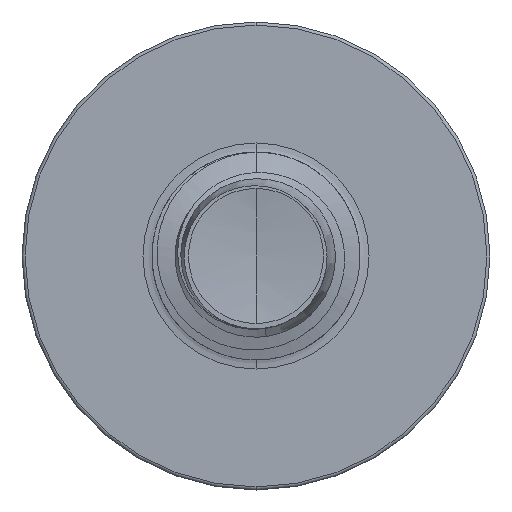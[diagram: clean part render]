
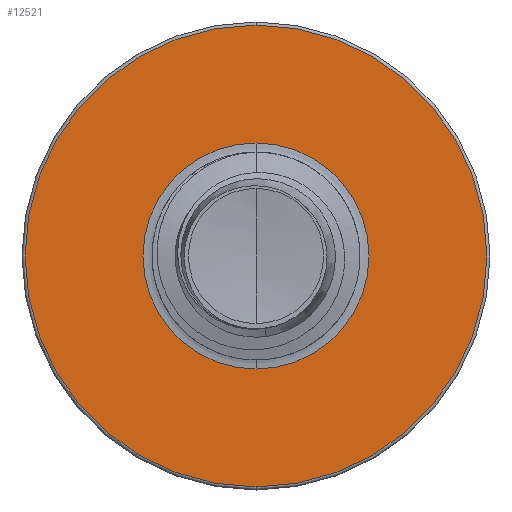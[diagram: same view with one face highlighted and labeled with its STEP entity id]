
A CAD part, front view. The second image highlights one B-rep face of the part: STEP entity #12521.
In plain terms, the highlighted planar face has unit normal (0, -1, 0).
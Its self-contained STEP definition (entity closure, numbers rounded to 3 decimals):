
#331 = VERTEX_POINT ( 'NONE', #15801 ) ;
#588 = AXIS2_PLACEMENT_3D ( 'NONE', #1332, #11749, #3125 ) ;
#624 = AXIS2_PLACEMENT_3D ( 'NONE', #8166, #14538, #9561 ) ;
#1332 = CARTESIAN_POINT ( 'NONE',  ( 0., 6.5, 0. ) ) ;
#1541 = ORIENTED_EDGE ( 'NONE', *, *, #14302, .F. ) ;
#1724 = AXIS2_PLACEMENT_3D ( 'NONE', #11864, #11850, #11843 ) ;
#2537 = FACE_BOUND ( 'NONE', #12022, .T. ) ;
#3125 = DIRECTION ( 'NONE',  ( 0., 0., 1. ) ) ;
#3771 = EDGE_LOOP ( 'NONE', ( #13292, #1541 ) ) ;
#4171 = AXIS2_PLACEMENT_3D ( 'NONE', #7926, #8045, #8030 ) ;
#4218 = AXIS2_PLACEMENT_3D ( 'NONE', #15021, #15036, #15322 ) ;
#4374 = VERTEX_POINT ( 'NONE', #12303 ) ;
#6434 = CARTESIAN_POINT ( 'NONE',  ( 0., 6.5, -4.44 ) ) ;
#6630 = CIRCLE ( 'NONE', #4218, 2.174 ) ;
#7926 = CARTESIAN_POINT ( 'NONE',  ( 0., 6.5, -2.174 ) ) ;
#8030 = DIRECTION ( 'NONE',  ( 0., 0., 1. ) ) ;
#8045 = DIRECTION ( 'NONE',  ( 0., 1., 0. ) ) ;
#8166 = CARTESIAN_POINT ( 'NONE',  ( 0., 6.5, 0. ) ) ;
#8201 = VERTEX_POINT ( 'NONE', #6434 ) ;
#8377 = PLANE ( 'NONE',  #4171 ) ;
#8601 = CIRCLE ( 'NONE', #588, 4.44 ) ;
#9561 = DIRECTION ( 'NONE',  ( 0., 0., 1. ) ) ;
#11699 = CIRCLE ( 'NONE', #1724, 4.44 ) ;
#11749 = DIRECTION ( 'NONE',  ( 0., 1., 0. ) ) ;
#11812 = ORIENTED_EDGE ( 'NONE', *, *, #12552, .T. ) ;
#11843 = DIRECTION ( 'NONE',  ( 0., 0., 1. ) ) ;
#11850 = DIRECTION ( 'NONE',  ( 0., 1., 0. ) ) ;
#11864 = CARTESIAN_POINT ( 'NONE',  ( 0., 6.5, 0. ) ) ;
#12022 = EDGE_LOOP ( 'NONE', ( #13079, #11812 ) ) ;
#12303 = CARTESIAN_POINT ( 'NONE',  ( 0., 6.5, 2.174 ) ) ;
#12521 = ADVANCED_FACE ( 'NONE', ( #14890, #2537 ), #8377, .F. ) ;
#12552 = EDGE_CURVE ( 'NONE', #331, #4374, #6630, .T. ) ;
#13011 = VERTEX_POINT ( 'NONE', #15644 ) ;
#13079 = ORIENTED_EDGE ( 'NONE', *, *, #14285, .T. ) ;
#13232 = EDGE_CURVE ( 'NONE', #13011, #8201, #11699, .T. ) ;
#13292 = ORIENTED_EDGE ( 'NONE', *, *, #13232, .F. ) ;
#13558 = CIRCLE ( 'NONE', #624, 2.174 ) ;
#14285 = EDGE_CURVE ( 'NONE', #4374, #331, #13558, .T. ) ;
#14302 = EDGE_CURVE ( 'NONE', #8201, #13011, #8601, .T. ) ;
#14538 = DIRECTION ( 'NONE',  ( 0., 1., 0. ) ) ;
#14890 = FACE_OUTER_BOUND ( 'NONE', #3771, .T. ) ;
#15021 = CARTESIAN_POINT ( 'NONE',  ( 0., 6.5, 0. ) ) ;
#15036 = DIRECTION ( 'NONE',  ( 0., 1., 0. ) ) ;
#15322 = DIRECTION ( 'NONE',  ( 0., 0., 1. ) ) ;
#15644 = CARTESIAN_POINT ( 'NONE',  ( 0., 6.5, 4.44 ) ) ;
#15801 = CARTESIAN_POINT ( 'NONE',  ( 0., 6.5, -2.174 ) ) ;
